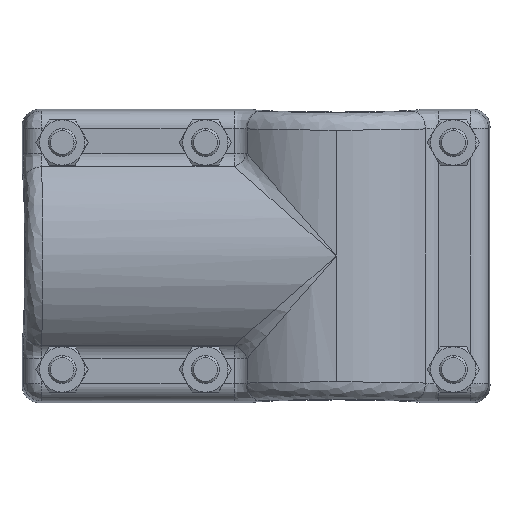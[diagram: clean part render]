
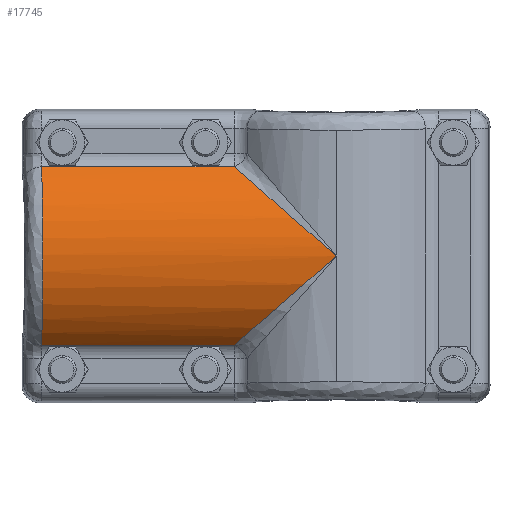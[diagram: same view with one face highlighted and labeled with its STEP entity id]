
A CAD part, left-side view. The second image highlights one B-rep face of the part: STEP entity #17745.
In plain terms, the highlighted cylindrical face has radius 34.15 mm (diameter 68.3 mm), a partial arc.
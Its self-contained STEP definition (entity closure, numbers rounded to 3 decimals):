
#601 = CARTESIAN_POINT ( 'NONE',  ( -32.888, 84.086, 9.507 ) ) ;
#810 = B_SPLINE_CURVE_WITH_KNOTS ( 'NONE', 3,
 ( #8750, #15141, #19037, #17373 ),
 .UNSPECIFIED., .F., .F.,
 ( 4, 4 ),
 ( 0., 1. ),
 .UNSPECIFIED. ) ;
#1125 = VERTEX_POINT ( 'NONE', #9417 ) ;
#1186 = CARTESIAN_POINT ( 'NONE',  ( -30.347, 18.293, 15.957 ) ) ;
#1260 = EDGE_CURVE ( 'NONE', #13759, #14584, #18789, .T. ) ;
#1509 = ORIENTED_EDGE ( 'NONE', *, *, #10396, .F. ) ;
#1976 = CARTESIAN_POINT ( 'NONE',  ( -22.679, 84.39, -25.532 ) ) ;
#2340 = CARTESIAN_POINT ( 'NONE',  ( -32.135, 84.109, 11.804 ) ) ;
#2736 = CARTESIAN_POINT ( 'NONE',  ( -25.889, 25.585, -22.317 ) ) ;
#3459 = CARTESIAN_POINT ( 'NONE',  ( -22.679, 84.39, -25.532 ) ) ;
#4006 = CARTESIAN_POINT ( 'NONE',  ( -22.679, 29.27, 25.532 ) ) ;
#4392 = CARTESIAN_POINT ( 'NONE',  ( -27.594, 23.307, 20.33 ) ) ;
#4500 = CARTESIAN_POINT ( 'NONE',  ( -33.845, 6.42, 5.6 ) ) ;
#5330 = CARTESIAN_POINT ( 'NONE',  ( -22.679, 47.643, -25.532 ) ) ;
#5891 = AXIS2_PLACEMENT_3D ( 'NONE', #16702, #6602, #18280 ) ;
#6074 =( BOUNDED_CURVE ( )  B_SPLINE_CURVE ( 3, ( #9172, #12616, #18322, #16532, #6094, #11382, #16315, #18103, #18430, #2736, #16644, #20006, #21802 ),
 .UNSPECIFIED., .F., .T. ) 
 B_SPLINE_CURVE_WITH_KNOTS ( ( 4, 1, 1, 1, 1, 1, 1, 1, 1, 1, 4 ),
 ( 0., 0.079, 0.197, 0.332, 0.462, 0.578, 0.682, 0.775, 0.86, 0.936, 1. ),
 .UNSPECIFIED. ) 
 CURVE ( )  GEOMETRIC_REPRESENTATION_ITEM ( )  RATIONAL_B_SPLINE_CURVE ( ( 1.082, 1.082, 1.082, 1.082, 1.082, 1.082, 1.082, 1.082, 1.082, 1.082, 1.082, 1.082, 1.082 ) ) 
 REPRESENTATION_ITEM ( '' )  );
#6094 = CARTESIAN_POINT ( 'NONE',  ( -33.029, 10.241, -8.933 ) ) ;
#6602 = DIRECTION ( 'NONE',  ( 0., 1., 0. ) ) ;
#6666 = ORIENTED_EDGE ( 'NONE', *, *, #1260, .F. ) ;
#6722 = CARTESIAN_POINT ( 'NONE',  ( -26.103, 84.289, -22.15 ) ) ;
#7039 = VERTEX_POINT ( 'NONE', #4006 ) ;
#7224 = CARTESIAN_POINT ( 'NONE',  ( -22.679, 29.27, -25.532 ) ) ;
#7550 = CARTESIAN_POINT ( 'NONE',  ( -23.19, 28.75, 25.078 ) ) ;
#8301 = ORIENTED_EDGE ( 'NONE', *, *, #14795, .F. ) ;
#8519 = CARTESIAN_POINT ( 'NONE',  ( -34.15, 84.049, 2.403 ) ) ;
#8750 = CARTESIAN_POINT ( 'NONE',  ( -22.679, 84.389, 25.532 ) ) ;
#9172 = CARTESIAN_POINT ( 'NONE',  ( -34.15, 0., 0. ) ) ;
#9417 = CARTESIAN_POINT ( 'NONE',  ( -22.679, 84.389, 25.532 ) ) ;
#9564 = FACE_OUTER_BOUND ( 'NONE', #17506, .T. ) ;
#9962 = B_SPLINE_CURVE_WITH_KNOTS ( 'NONE', 3,
 ( #3459, #22090, #6722, #13553, #18710, #14996, #10198, #17033, #17134, #8519, #14313, #601, #2340, #17704, #21065, #15547, #12206, #14096 ),
 .UNSPECIFIED., .F., .F.,
 ( 4, 2, 2, 2, 2, 2, 2, 2, 4 ),
 ( 0., 0.125, 0.25, 0.375, 0.5, 0.625, 0.75, 0.875, 1. ),
 .UNSPECIFIED. ) ;
#10062 = CARTESIAN_POINT ( 'NONE',  ( -22.679, 29.27, -25.532 ) ) ;
#10198 = CARTESIAN_POINT ( 'NONE',  ( -32.888, 84.086, -9.507 ) ) ;
#10310 = ORIENTED_EDGE ( 'NONE', *, *, #12624, .F. ) ;
#10349 = CARTESIAN_POINT ( 'NONE',  ( -34.15, 0., 0. ) ) ;
#10396 = EDGE_CURVE ( 'NONE', #14584, #1125, #9962, .T. ) ;
#11382 = CARTESIAN_POINT ( 'NONE',  ( -31.921, 14.1, -12.3 ) ) ;
#12206 = CARTESIAN_POINT ( 'NONE',  ( -24.476, 84.337, 23.936 ) ) ;
#12590 = CARTESIAN_POINT ( 'NONE',  ( -34.15, 2.146, 1.872 ) ) ;
#12616 = CARTESIAN_POINT ( 'NONE',  ( -34.15, 0.818, -0.713 ) ) ;
#12624 = EDGE_CURVE ( 'NONE', #7039, #17030, #21212, .T. ) ;
#13034 = CARTESIAN_POINT ( 'NONE',  ( -22.679, 29.27, 25.532 ) ) ;
#13553 = CARTESIAN_POINT ( 'NONE',  ( -28.948, 84.204, -18.276 ) ) ;
#13759 = VERTEX_POINT ( 'NONE', #7224 ) ;
#14096 = CARTESIAN_POINT ( 'NONE',  ( -22.679, 84.389, 25.532 ) ) ;
#14313 = CARTESIAN_POINT ( 'NONE',  ( -33.895, 84.056, 4.807 ) ) ;
#14355 = CARTESIAN_POINT ( 'NONE',  ( -24.923, 26.875, 23.442 ) ) ;
#14584 = VERTEX_POINT ( 'NONE', #18456 ) ;
#14795 = EDGE_CURVE ( 'NONE', #17030, #13759, #6074, .T. ) ;
#14996 = CARTESIAN_POINT ( 'NONE',  ( -32.135, 84.109, -11.804 ) ) ;
#15141 = CARTESIAN_POINT ( 'NONE',  ( -22.679, 66.016, 25.532 ) ) ;
#15547 = CARTESIAN_POINT ( 'NONE',  ( -26.103, 84.289, 22.15 ) ) ;
#16199 = EDGE_CURVE ( 'NONE', #1125, #7039, #810, .T. ) ;
#16315 = CARTESIAN_POINT ( 'NONE',  ( -30.57, 17.577, -15.332 ) ) ;
#16509 = CARTESIAN_POINT ( 'NONE',  ( -32.492, 12.598, 10.989 ) ) ;
#16532 = CARTESIAN_POINT ( 'NONE',  ( -33.764, 6.305, -5.499 ) ) ;
#16644 = CARTESIAN_POINT ( 'NONE',  ( -24.291, 27.558, -24.039 ) ) ;
#16702 = CARTESIAN_POINT ( 'NONE',  ( 0., -0.506, 0. ) ) ;
#16891 = CARTESIAN_POINT ( 'NONE',  ( -22.679, 66.016, -25.532 ) ) ;
#17030 = VERTEX_POINT ( 'NONE', #10349 ) ;
#17033 = CARTESIAN_POINT ( 'NONE',  ( -33.895, 84.056, -4.807 ) ) ;
#17134 = CARTESIAN_POINT ( 'NONE',  ( -34.15, 84.049, -2.403 ) ) ;
#17373 = CARTESIAN_POINT ( 'NONE',  ( -22.679, 29.27, 25.532 ) ) ;
#17506 = EDGE_LOOP ( 'NONE', ( #8301, #10310, #20764, #1509, #6666 ) ) ;
#17704 = CARTESIAN_POINT ( 'NONE',  ( -30.165, 84.168, 16.188 ) ) ;
#17745 = ADVANCED_FACE ( 'NONE', ( #9564 ), #21194, .T. ) ;
#17870 = CARTESIAN_POINT ( 'NONE',  ( -34.15, 0., 0. ) ) ;
#18103 = CARTESIAN_POINT ( 'NONE',  ( -29.08, 20.617, -17.984 ) ) ;
#18280 = DIRECTION ( 'NONE',  ( 0., 0., 1. ) ) ;
#18322 = CARTESIAN_POINT ( 'NONE',  ( -34.094, 2.865, -2.499 ) ) ;
#18430 = CARTESIAN_POINT ( 'NONE',  ( -27.507, 23.268, -20.297 ) ) ;
#18456 = CARTESIAN_POINT ( 'NONE',  ( -22.679, 84.39, -25.532 ) ) ;
#18710 = CARTESIAN_POINT ( 'NONE',  ( -30.165, 84.168, -16.188 ) ) ;
#18789 = B_SPLINE_CURVE_WITH_KNOTS ( 'NONE', 3,
 ( #10062, #5330, #16891, #1976 ),
 .UNSPECIFIED., .F., .F.,
 ( 4, 4 ),
 ( 0., 1. ),
 .UNSPECIFIED. ) ;
#19037 = CARTESIAN_POINT ( 'NONE',  ( -22.679, 47.643, 25.532 ) ) ;
#20006 = CARTESIAN_POINT ( 'NONE',  ( -23.196, 28.743, -25.072 ) ) ;
#20764 = ORIENTED_EDGE ( 'NONE', *, *, #16199, .F. ) ;
#21065 = CARTESIAN_POINT ( 'NONE',  ( -28.948, 84.204, 18.276 ) ) ;
#21194 = CYLINDRICAL_SURFACE ( 'NONE', #5891, 34.15 ) ;
#21212 =( BOUNDED_CURVE ( )  B_SPLINE_CURVE ( 3, ( #13034, #7550, #14355, #4392, #1186, #16509, #4500, #12590, #17870 ),
 .UNSPECIFIED., .F., .T. ) 
 B_SPLINE_CURVE_WITH_KNOTS ( ( 4, 1, 1, 1, 1, 1, 4 ),
 ( 0., 0.063, 0.222, 0.397, 0.587, 0.793, 1. ),
 .UNSPECIFIED. ) 
 CURVE ( )  GEOMETRIC_REPRESENTATION_ITEM ( )  RATIONAL_B_SPLINE_CURVE ( ( 1.082, 1.082, 1.082, 1.082, 1.082, 1.082, 1.082, 1.082, 1.082 ) ) 
 REPRESENTATION_ITEM ( '' )  );
#21802 = CARTESIAN_POINT ( 'NONE',  ( -22.679, 29.27, -25.532 ) ) ;
#22090 = CARTESIAN_POINT ( 'NONE',  ( -24.476, 84.337, -23.936 ) ) ;
